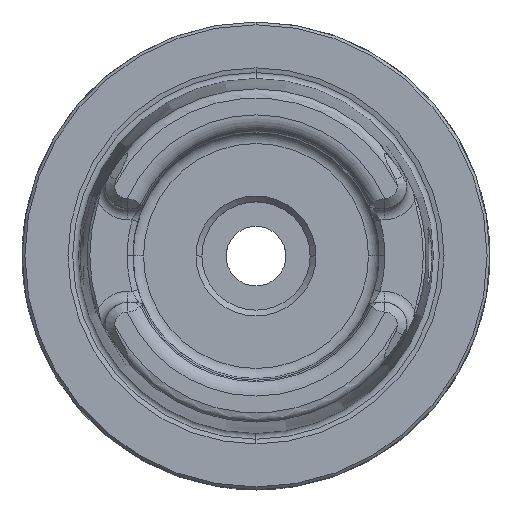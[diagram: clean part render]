
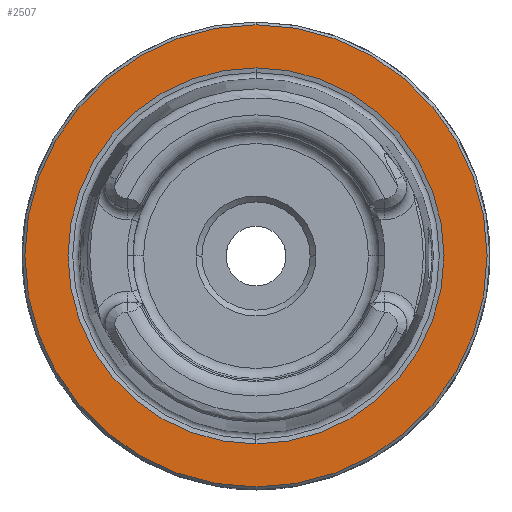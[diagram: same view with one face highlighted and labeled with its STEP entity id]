
A CAD part, top view. The second image highlights one B-rep face of the part: STEP entity #2507.
In plain terms, the highlighted planar face has unit normal (0, 0, 1).
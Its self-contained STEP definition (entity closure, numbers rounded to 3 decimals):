
#1521=VERTEX_POINT('NONE',#4442);
#1609=EDGE_CURVE('NONE',#1521,#2325,#4545,.T.);
#1637=EDGE_CURVE('NONE',#2931,#3871,#4574,.T.);
#1661=EDGE_CURVE('NONE',#3871,#2931,#4600,.F.);
#2325=VERTEX_POINT('NONE',#5327);
#2507=ADVANCED_FACE('NONE',(#5524,#5525),#5526,.F.);
#2931=VERTEX_POINT('NONE',#5989);
#3427=EDGE_CURVE('NONE',#2325,#1521,#6536,.T.);
#3871=VERTEX_POINT('NONE',#7033);
#4442=CARTESIAN_POINT('',(0.,-39.495,0.));
#4545=CIRCLE('',#7977,39.495);
#4574=CIRCLE('',#8065,32.135);
#4600=CIRCLE('',#8113,32.135);
#5327=CARTESIAN_POINT('',(0.,39.495,0.));
#5524=FACE_OUTER_BOUND('',#10692,.T.);
#5525=FACE_BOUND('',#10693,.T.);
#5526=PLANE('',#10694);
#5989=CARTESIAN_POINT('',(0.,-32.135,0.));
#6536=CIRCLE('',#13134,39.495);
#7033=CARTESIAN_POINT('',(0.,32.135,0.));
#7977=AXIS2_PLACEMENT_3D('',#16050,#16051,#16052);
#8065=AXIS2_PLACEMENT_3D('',#16075,#16076,#16077);
#8113=AXIS2_PLACEMENT_3D('',#16106,#16107,#16108);
#10692=EDGE_LOOP('',(#17081,#17082));
#10693=EDGE_LOOP('',(#17083,#17084));
#10694=AXIS2_PLACEMENT_3D('',#17085,#17086,#17087);
#13134=AXIS2_PLACEMENT_3D('',#18182,#18183,#18184);
#16050=CARTESIAN_POINT('',(0.,0.,0.));
#16051=DIRECTION('',(0.0,0.0,1.0));
#16052=DIRECTION('',(0.,-1.0,0.0));
#16075=CARTESIAN_POINT('',(0.,0.,0.));
#16076=DIRECTION('',(0.0,-0.0,1.0));
#16077=DIRECTION('',(0.,1.0,0.0));
#16106=CARTESIAN_POINT('',(0.,0.,0.));
#16107=DIRECTION('',(0.0,0.0,-1.0));
#16108=DIRECTION('',(0.,1.0,0.0));
#17081=ORIENTED_EDGE('',*,*,#1609,.T.);
#17082=ORIENTED_EDGE('',*,*,#3427,.T.);
#17083=ORIENTED_EDGE('',*,*,#1661,.F.);
#17084=ORIENTED_EDGE('',*,*,#1637,.F.);
#17085=CARTESIAN_POINT('',(0.,-30.882,0.));
#17086=DIRECTION('',(-0.0,0.0,-1.0));
#17087=DIRECTION('',(0.,-1.0,0.0));
#18182=CARTESIAN_POINT('',(0.,0.,0.));
#18183=DIRECTION('',(0.0,0.0,1.0));
#18184=DIRECTION('',(0.,-1.0,0.0));
